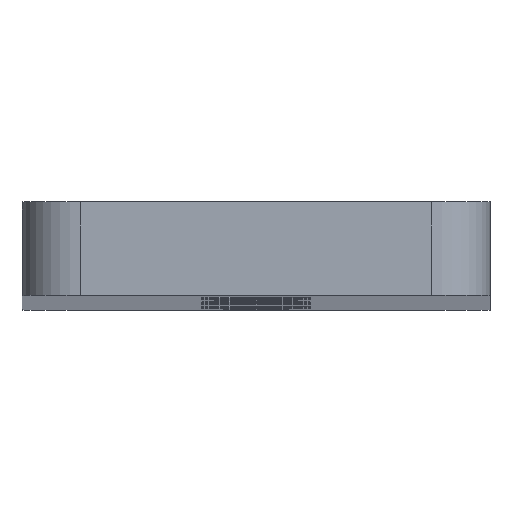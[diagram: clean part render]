
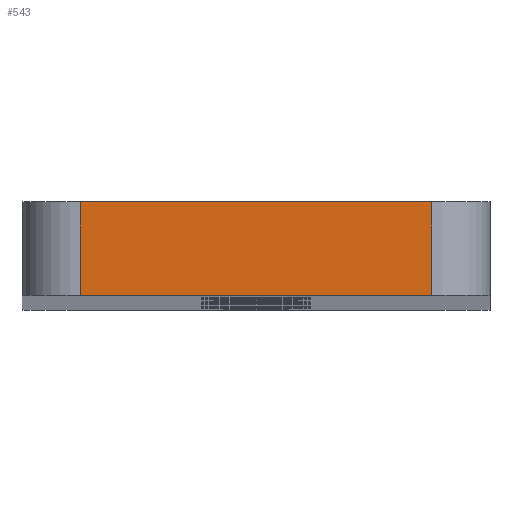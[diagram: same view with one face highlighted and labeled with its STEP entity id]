
A CAD part, top view. The second image highlights one B-rep face of the part: STEP entity #543.
In plain terms, the highlighted planar face has unit normal (0, 0, 1).
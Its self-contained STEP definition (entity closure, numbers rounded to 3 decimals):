
#134=FACE_OUTER_BOUND('',#162,.T.);
#162=EDGE_LOOP('',(#388,#389,#390,#391));
#244=LINE('',#811,#260);
#245=LINE('',#813,#261);
#246=LINE('',#815,#262);
#247=LINE('',#816,#263);
#260=VECTOR('',#649,12.);
#261=VECTOR('',#650,3.2);
#262=VECTOR('',#651,12.);
#263=VECTOR('',#652,3.2);
#276=VERTEX_POINT('',#809);
#277=VERTEX_POINT('',#810);
#278=VERTEX_POINT('',#812);
#279=VERTEX_POINT('',#814);
#328=EDGE_CURVE('',#276,#277,#244,.T.);
#329=EDGE_CURVE('',#277,#278,#245,.T.);
#330=EDGE_CURVE('',#278,#279,#246,.T.);
#331=EDGE_CURVE('',#279,#276,#247,.T.);
#388=ORIENTED_EDGE('',*,*,#328,.T.);
#389=ORIENTED_EDGE('',*,*,#329,.T.);
#390=ORIENTED_EDGE('',*,*,#330,.T.);
#391=ORIENTED_EDGE('',*,*,#331,.T.);
#508=PLANE('',#573);
#543=ADVANCED_FACE('',(#134),#508,.T.);
#573=AXIS2_PLACEMENT_3D('',#808,#647,#648);
#647=DIRECTION('center_axis',(0.,0.,1.));
#648=DIRECTION('ref_axis',(1.,0.,0.));
#649=DIRECTION('',(1.,0.,0.));
#650=DIRECTION('',(0.,1.,0.));
#651=DIRECTION('',(-1.,0.,0.));
#652=DIRECTION('',(0.,-1.,0.));
#808=CARTESIAN_POINT('Origin',(0.,0.,0.));
#809=CARTESIAN_POINT('',(-6.,0.,0.));
#810=CARTESIAN_POINT('',(6.,0.,0.));
#811=CARTESIAN_POINT('',(-6.,0.,0.));
#812=CARTESIAN_POINT('',(6.,3.2,0.));
#813=CARTESIAN_POINT('',(6.,0.,0.));
#814=CARTESIAN_POINT('',(-6.,3.2,0.));
#815=CARTESIAN_POINT('',(6.,3.2,0.));
#816=CARTESIAN_POINT('',(-6.,3.2,0.));
